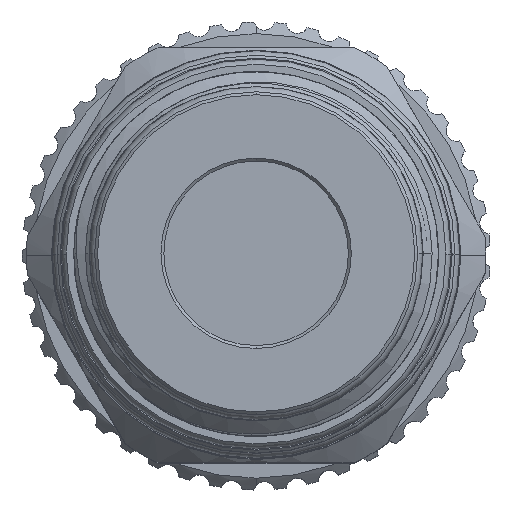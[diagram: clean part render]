
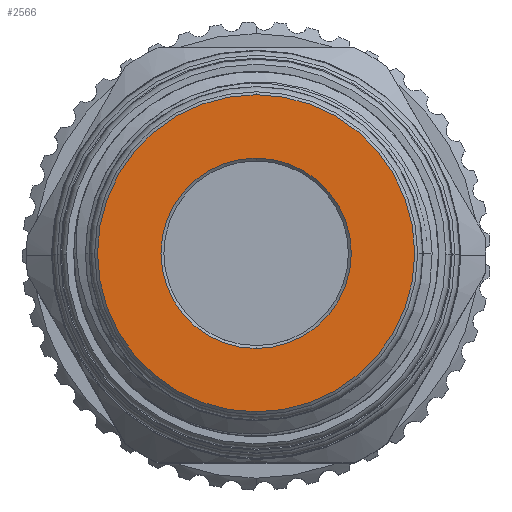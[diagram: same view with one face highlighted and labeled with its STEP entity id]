
A CAD part, top view. The second image highlights one B-rep face of the part: STEP entity #2566.
In plain terms, the highlighted planar face has unit normal (0, 0, 1).
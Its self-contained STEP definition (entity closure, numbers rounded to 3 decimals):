
#1843 = PLANE ( 'NONE',  #5393 ) ;
#2566 = ADVANCED_FACE ( 'NONE', ( #25868, #22756 ), #1843, .T. ) ;
#3971 = CARTESIAN_POINT ( 'NONE',  ( 0., 0., 19.06 ) ) ;
#4511 = CIRCLE ( 'NONE', #15535, 6.55 ) ;
#5014 = EDGE_CURVE ( 'NONE', #17979, #20012, #23457, .T. ) ;
#5393 = AXIS2_PLACEMENT_3D ( 'NONE', #26730, #26617, #9122 ) ;
#6835 = CARTESIAN_POINT ( 'NONE',  ( 0., 6.55, 19.06 ) ) ;
#7131 = ORIENTED_EDGE ( 'NONE', *, *, #12896, .T. ) ;
#7785 = EDGE_CURVE ( 'NONE', #29289, #17172, #4511, .T. ) ;
#7796 = CARTESIAN_POINT ( 'NONE',  ( 0., 0., 19.06 ) ) ;
#8008 = DIRECTION ( 'NONE',  ( 0., 0., -1. ) ) ;
#8444 = CARTESIAN_POINT ( 'NONE',  ( 0., -6.55, 19.06 ) ) ;
#9122 = DIRECTION ( 'NONE',  ( 0., 1., 0. ) ) ;
#9535 = EDGE_LOOP ( 'NONE', ( #27466, #7131 ) ) ;
#10045 = CIRCLE ( 'NONE', #27552, 10.915 ) ;
#11392 = DIRECTION ( 'NONE',  ( 0., -1., 0. ) ) ;
#12025 = CIRCLE ( 'NONE', #16539, 6.55 ) ;
#12896 = EDGE_CURVE ( 'NONE', #17172, #29289, #12025, .T. ) ;
#13743 = DIRECTION ( 'NONE',  ( 0., -1., 0. ) ) ;
#13747 = EDGE_CURVE ( 'NONE', #20012, #17979, #10045, .T. ) ;
#14056 = DIRECTION ( 'NONE',  ( 0., 0., -1. ) ) ;
#14603 = CARTESIAN_POINT ( 'NONE',  ( 0., 10.915, 19.06 ) ) ;
#15535 = AXIS2_PLACEMENT_3D ( 'NONE', #7796, #8008, #24858 ) ;
#16539 = AXIS2_PLACEMENT_3D ( 'NONE', #26740, #14056, #31486 ) ;
#17172 = VERTEX_POINT ( 'NONE', #8444 ) ;
#17979 = VERTEX_POINT ( 'NONE', #14603 ) ;
#19132 = ORIENTED_EDGE ( 'NONE', *, *, #13747, .F. ) ;
#20012 = VERTEX_POINT ( 'NONE', #24478 ) ;
#21193 = DIRECTION ( 'NONE',  ( 0., 0., -1. ) ) ;
#22756 = FACE_OUTER_BOUND ( 'NONE', #27995, .T. ) ;
#23457 = CIRCLE ( 'NONE', #26065, 10.915 ) ;
#24478 = CARTESIAN_POINT ( 'NONE',  ( 0., -10.915, 19.06 ) ) ;
#24858 = DIRECTION ( 'NONE',  ( 0., -1., 0. ) ) ;
#25868 = FACE_BOUND ( 'NONE', #9535, .T. ) ;
#26065 = AXIS2_PLACEMENT_3D ( 'NONE', #3971, #31173, #11392 ) ;
#26339 = ORIENTED_EDGE ( 'NONE', *, *, #5014, .F. ) ;
#26617 = DIRECTION ( 'NONE',  ( 0., 0., 1. ) ) ;
#26730 = CARTESIAN_POINT ( 'NONE',  ( 0., 0., 19.06 ) ) ;
#26740 = CARTESIAN_POINT ( 'NONE',  ( 0., 0., 19.06 ) ) ;
#27466 = ORIENTED_EDGE ( 'NONE', *, *, #7785, .T. ) ;
#27552 = AXIS2_PLACEMENT_3D ( 'NONE', #28596, #21193, #13743 ) ;
#27995 = EDGE_LOOP ( 'NONE', ( #19132, #26339 ) ) ;
#28596 = CARTESIAN_POINT ( 'NONE',  ( 0., 0., 19.06 ) ) ;
#29289 = VERTEX_POINT ( 'NONE', #6835 ) ;
#31173 = DIRECTION ( 'NONE',  ( 0., 0., -1. ) ) ;
#31486 = DIRECTION ( 'NONE',  ( 0., -1., 0. ) ) ;
